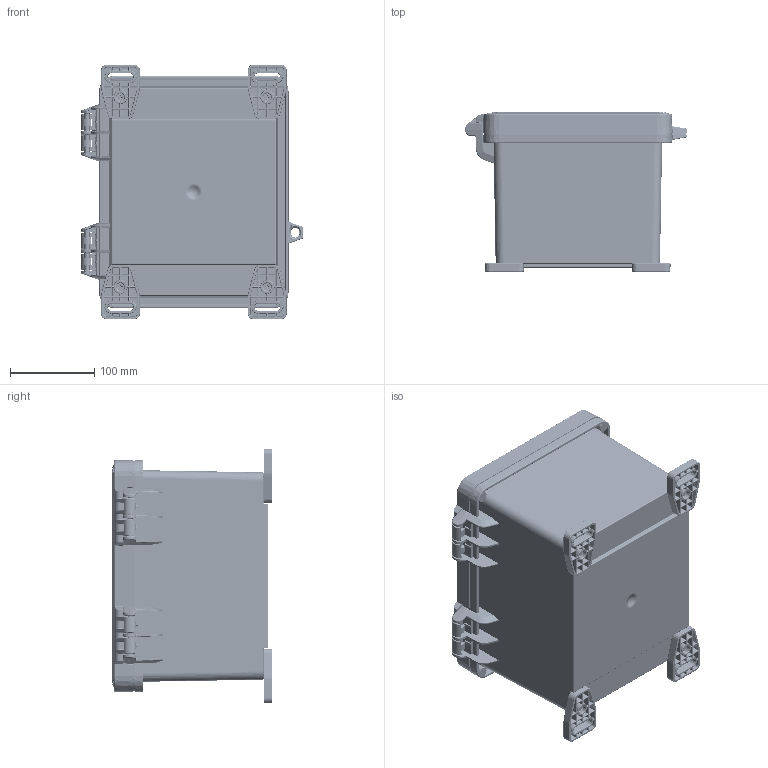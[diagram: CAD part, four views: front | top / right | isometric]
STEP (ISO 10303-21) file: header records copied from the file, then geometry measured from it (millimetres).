
FILE_DESCRIPTION((''),'2;1');
FILE_NAME('UPCG100806HS_PROCUS_ASM','2018-03-28T',('kjell_andersson'),(''),'CREO PARAMETRIC BY PTC INC, 2015290','CREO PARAMETRIC BY PTC INC, 2015290','');
FILE_SCHEMA(('AUTOMOTIVE_DESIGN { 1 0 10303 214 1 1 1 1 }'));
Products named in the file (13): PMR3102_2; PUY635; PMR3123; PLE319; PMR3121; PMRA3121_ASM; PLE318; PMR3112_2; PMR3171; PLE317; PEM816; PEM166; UPCG100806HS_PROCUS_ASM
Assembly tree (32 placements, depth 3):
  UPCG100806HS_PROCUS_ASM
    PMR3102_2
    PUY635  x6
    PMR3123  x4
    PLE319  x4
    PMRA3121_ASM  x4
      PMR3121
      PUY635
    PLE318  x4
    PMR3112_2
    PMR3171  x2
    PLE317  x2
    PEM816
    PEM166
Bounding box: 263 x 189.7 x 301.64 mm (x, y, z)
Volume: 1361897.4 mm3; surface area: 746005.1 mm2
Topology: 24 solids, 24 shells, 10561 faces, 26295 edges, 16098 vertices
Faces by surface type: plane 3545, cylinder 2928, bspline 1906, extrusion 892, torus 602, cone 504, sphere 184
Entity records: 315398 total; most frequent: CARTESIAN_POINT 118633, ORIENTED_EDGE 32576, DIRECTION 25512, EDGE_CURVE 16288, PRESENTATION_STYLE_ASSIGNMENT 16105, STYLED_ITEM 16093, CURVE_STYLE 16088, VERTEX_POINT 10037
